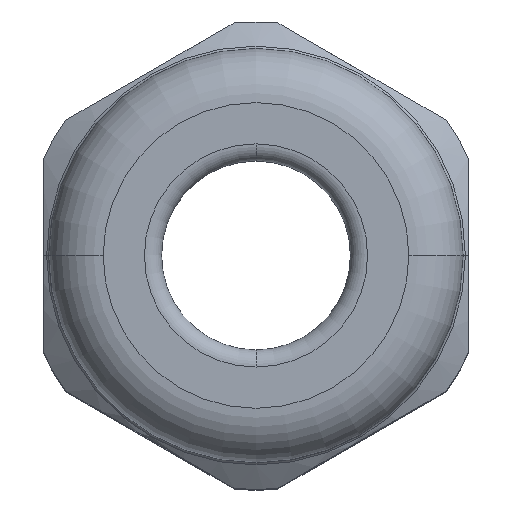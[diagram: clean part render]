
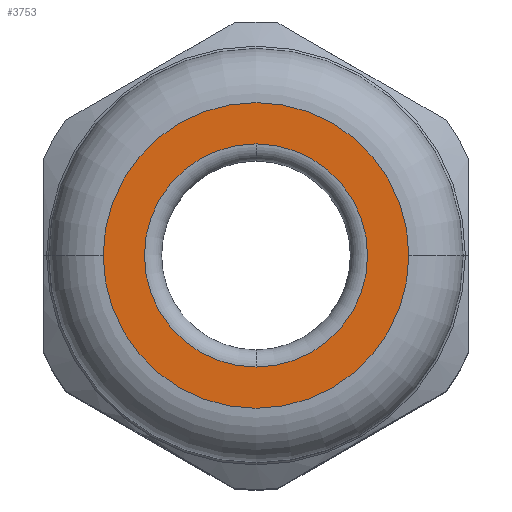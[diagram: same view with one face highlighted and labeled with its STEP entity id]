
A CAD part, top view. The second image highlights one B-rep face of the part: STEP entity #3753.
In plain terms, the highlighted planar face has unit normal (0, 0, 1).
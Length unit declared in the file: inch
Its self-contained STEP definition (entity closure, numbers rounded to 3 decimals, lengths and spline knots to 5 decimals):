
#483 = AXIS2_PLACEMENT_3D ( 'NONE', #7012, #9460, #3474 ) ;
#2346 = DIRECTION ( 'NONE',  ( 0., 0., -1. ) ) ;
#2354 = CARTESIAN_POINT ( 'NONE',  ( 0., -0.27921, 0.88256 ) ) ;
#2444 = DIRECTION ( 'NONE',  ( -1., 0., 0. ) ) ;
#3253 = AXIS2_PLACEMENT_3D ( 'NONE', #13137, #2346, #2444 ) ;
#3317 = AXIS2_PLACEMENT_3D ( 'NONE', #5785, #3493, #3397 ) ;
#3397 = DIRECTION ( 'NONE',  ( 0., 1., 0. ) ) ;
#3474 = DIRECTION ( 'NONE',  ( -1., 0., 0. ) ) ;
#3493 = DIRECTION ( 'NONE',  ( 0., 0., -1. ) ) ;
#3606 = FACE_OUTER_BOUND ( 'NONE', #7887, .T. ) ;
#3753 = ADVANCED_FACE ( 'NONE', ( #5477, #3606 ), #15208, .F. ) ;
#5272 = CARTESIAN_POINT ( 'NONE',  ( 0., 0.27921, 0.88256 ) ) ;
#5412 = VERTEX_POINT ( 'NONE', #5272 ) ;
#5477 = FACE_BOUND ( 'NONE', #8042, .T. ) ;
#5720 = EDGE_CURVE ( 'NONE', #5824, #5412, #10582, .T. ) ;
#5785 = CARTESIAN_POINT ( 'NONE',  ( 0., 0., 0.88256 ) ) ;
#5795 = DIRECTION ( 'NONE',  ( 0., 0., -1. ) ) ;
#5824 = VERTEX_POINT ( 'NONE', #2354 ) ;
#5847 = AXIS2_PLACEMENT_3D ( 'NONE', #6947, #5795, #6994 ) ;
#6157 = VERTEX_POINT ( 'NONE', #14527 ) ;
#6862 = CARTESIAN_POINT ( 'NONE',  ( -0.38238, 0., 0.88256 ) ) ;
#6947 = CARTESIAN_POINT ( 'NONE',  ( 0., 0., 0.88256 ) ) ;
#6994 = DIRECTION ( 'NONE',  ( 0., 1., 0. ) ) ;
#7012 = CARTESIAN_POINT ( 'NONE',  ( 0., 0., 0.88256 ) ) ;
#7253 = ORIENTED_EDGE ( 'NONE', *, *, #5720, .T. ) ;
#7466 = ORIENTED_EDGE ( 'NONE', *, *, #12666, .T. ) ;
#7711 = ORIENTED_EDGE ( 'NONE', *, *, #12964, .F. ) ;
#7887 = EDGE_LOOP ( 'NONE', ( #13923, #7711 ) ) ;
#8042 = EDGE_LOOP ( 'NONE', ( #7466, #7253 ) ) ;
#9460 = DIRECTION ( 'NONE',  ( 0., 0., -1. ) ) ;
#10582 = CIRCLE ( 'NONE', #3317, 0.27921 ) ;
#12529 = CIRCLE ( 'NONE', #3253, 0.38238 ) ;
#12659 = DIRECTION ( 'NONE',  ( -1., 0., 0. ) ) ;
#12666 = EDGE_CURVE ( 'NONE', #5412, #5824, #13672, .T. ) ;
#12964 = EDGE_CURVE ( 'NONE', #6157, #13199, #15161, .T. ) ;
#13137 = CARTESIAN_POINT ( 'NONE',  ( 0., 0., 0.88256 ) ) ;
#13199 = VERTEX_POINT ( 'NONE', #6862 ) ;
#13672 = CIRCLE ( 'NONE', #5847, 0.27921 ) ;
#13707 = CARTESIAN_POINT ( 'NONE',  ( 0., 0., 0.88256 ) ) ;
#13923 = ORIENTED_EDGE ( 'NONE', *, *, #14343, .F. ) ;
#14343 = EDGE_CURVE ( 'NONE', #13199, #6157, #12529, .T. ) ;
#14391 = AXIS2_PLACEMENT_3D ( 'NONE', #13707, #14894, #12659 ) ;
#14527 = CARTESIAN_POINT ( 'NONE',  ( 0.38238, 0., 0.88256 ) ) ;
#14894 = DIRECTION ( 'NONE',  ( 0., 0., -1. ) ) ;
#15161 = CIRCLE ( 'NONE', #14391, 0.38238 ) ;
#15208 = PLANE ( 'NONE',  #483 ) ;
